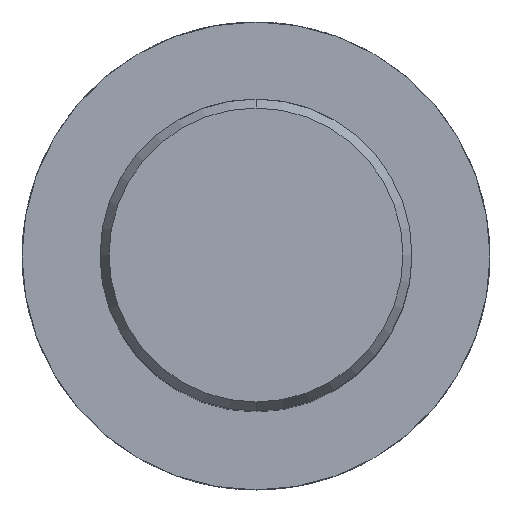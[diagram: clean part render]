
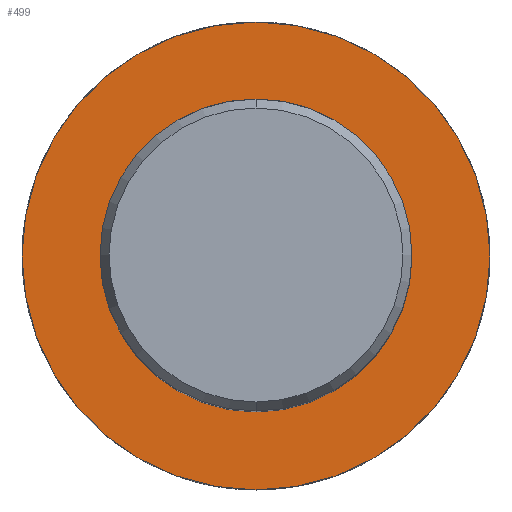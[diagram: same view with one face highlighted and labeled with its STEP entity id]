
A CAD part, top view. The second image highlights one B-rep face of the part: STEP entity #499.
In plain terms, the highlighted planar face has unit normal (0, 0, 1).
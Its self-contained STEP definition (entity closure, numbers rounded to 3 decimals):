
#447=EDGE_CURVE('',#1169,#513,#1251,.T.);
#497=VERTEX_POINT('',#1305);
#499=ADVANCED_FACE('',(#1307,#1308),#1309,.T.);
#513=VERTEX_POINT('',#1326);
#521=EDGE_CURVE('',#513,#1169,#1335,.T.);
#701=EDGE_CURVE('',#855,#497,#1535,.T.);
#855=VERTEX_POINT('',#1700);
#1101=EDGE_CURVE('',#497,#855,#1967,.T.);
#1169=VERTEX_POINT('',#2041);
#1251=CIRCLE('',#2186,20.0);
#1305=CARTESIAN_POINT('',(0.,-30.0,-70.0));
#1307=FACE_BOUND('',#2329,.T.);
#1308=FACE_OUTER_BOUND('',#2330,.T.);
#1309=PLANE('',#2331);
#1326=CARTESIAN_POINT('',(0.0,20.0,-70.0));
#1335=CIRCLE('',#2362,20.0);
#1535=CIRCLE('',#2977,30.0);
#1700=CARTESIAN_POINT('',(0.0,30.0,-70.0));
#1967=CIRCLE('',#5051,30.0);
#2041=CARTESIAN_POINT('',(0.,-20.0,-70.0));
#2186=AXIS2_PLACEMENT_3D('',#5657,#5658,#5659);
#2329=EDGE_LOOP('',(#5721,#5722));
#2330=EDGE_LOOP('',(#5723,#5724));
#2331=AXIS2_PLACEMENT_3D('',#5725,#5726,#5727);
#2362=AXIS2_PLACEMENT_3D('',#5766,#5767,#5768);
#2977=AXIS2_PLACEMENT_3D('',#6019,#6020,#6021);
#5051=AXIS2_PLACEMENT_3D('',#6443,#6444,#6445);
#5657=CARTESIAN_POINT('',(0.0,0.0,-70.0));
#5658=DIRECTION('',(-0.0,0.0,-1.0));
#5659=DIRECTION('',(0.0,1.0,0.0));
#5721=ORIENTED_EDGE('',*,*,#521,.T.);
#5722=ORIENTED_EDGE('',*,*,#447,.T.);
#5723=ORIENTED_EDGE('',*,*,#701,.F.);
#5724=ORIENTED_EDGE('',*,*,#1101,.F.);
#5725=CARTESIAN_POINT('',(0.0,15.0,-70.0));
#5726=DIRECTION('',(-0.0,0.0,1.0));
#5727=DIRECTION('',(0.0,-1.0,0.0));
#5766=CARTESIAN_POINT('',(0.0,0.0,-70.0));
#5767=DIRECTION('',(-0.0,0.0,-1.0));
#5768=DIRECTION('',(0.0,1.0,0.0));
#6019=CARTESIAN_POINT('',(0.0,0.0,-70.0));
#6020=DIRECTION('',(0.0,0.0,-1.0));
#6021=DIRECTION('',(0.0,1.0,0.0));
#6443=CARTESIAN_POINT('',(0.0,0.0,-70.0));
#6444=DIRECTION('',(0.0,0.0,-1.0));
#6445=DIRECTION('',(0.0,1.0,0.0));
